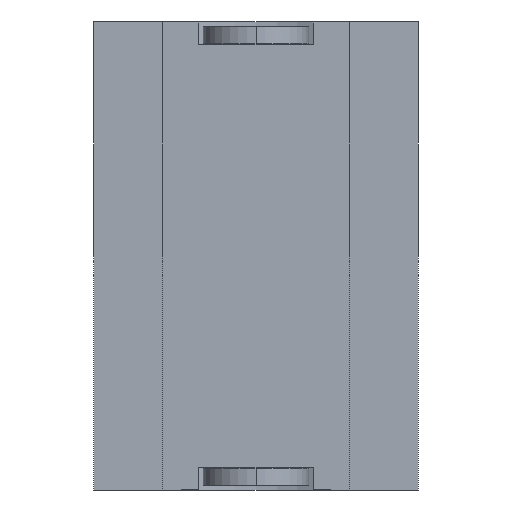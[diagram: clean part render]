
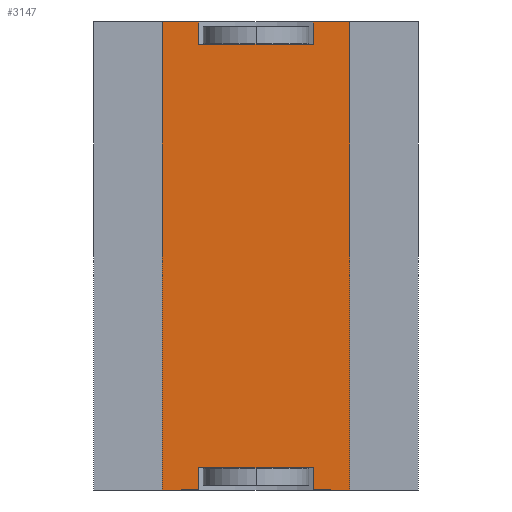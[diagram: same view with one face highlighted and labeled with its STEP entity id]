
A CAD part, front view. The second image highlights one B-rep face of the part: STEP entity #3147.
In plain terms, the highlighted planar face has unit normal (0, -1, 0).
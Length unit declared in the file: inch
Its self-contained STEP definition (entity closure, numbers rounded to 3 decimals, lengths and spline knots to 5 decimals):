
#38 = VERTEX_POINT ( 'NONE', #636 ) ;
#78 = VERTEX_POINT ( 'NONE', #2892 ) ;
#100 = CARTESIAN_POINT ( 'NONE',  ( -0.02592, -0.082, -0.196 ) ) ;
#110 = DIRECTION ( 'NONE',  ( 1., 0., 0. ) ) ;
#112 = DIRECTION ( 'NONE',  ( 0., 0., -1. ) ) ;
#117 = VERTEX_POINT ( 'NONE', #421 ) ;
#132 = ORIENTED_EDGE ( 'NONE', *, *, #2016, .F. ) ;
#159 = VERTEX_POINT ( 'NONE', #654 ) ;
#171 = VECTOR ( 'NONE', #1270, 39.37008 ) ;
#221 = LINE ( 'NONE', #2612, #1515 ) ;
#223 = CARTESIAN_POINT ( 'NONE',  ( 0.02592, -0.082, -0.196 ) ) ;
#238 = ORIENTED_EDGE ( 'NONE', *, *, #2993, .T. ) ;
#291 = VECTOR ( 'NONE', #112, 39.37008 ) ;
#297 = CARTESIAN_POINT ( 'NONE',  ( 0.02592, -0.082, -0.004 ) ) ;
#322 = VERTEX_POINT ( 'NONE', #2442 ) ;
#389 = CARTESIAN_POINT ( 'NONE',  ( -0.02592, -0.082, -0.196 ) ) ;
#398 = LINE ( 'NONE', #2053, #2308 ) ;
#421 = CARTESIAN_POINT ( 'NONE',  ( -0.02592, -0.082, 0.006 ) ) ;
#473 = LINE ( 'NONE', #3064, #2532 ) ;
#520 = CARTESIAN_POINT ( 'NONE',  ( -0.02592, -0.082, -0.206 ) ) ;
#544 = ORIENTED_EDGE ( 'NONE', *, *, #583, .F. ) ;
#553 = VERTEX_POINT ( 'NONE', #1338 ) ;
#565 = VECTOR ( 'NONE', #2675, 39.37008 ) ;
#583 = EDGE_CURVE ( 'NONE', #322, #2638, #3157, .T. ) ;
#607 = EDGE_CURVE ( 'NONE', #78, #159, #221, .T. ) ;
#623 = ORIENTED_EDGE ( 'NONE', *, *, #1597, .T. ) ;
#636 = CARTESIAN_POINT ( 'NONE',  ( 0.02592, -0.082, -0.206 ) ) ;
#654 = CARTESIAN_POINT ( 'NONE',  ( -0.0425, -0.082, 0.006 ) ) ;
#672 = LINE ( 'NONE', #1003, #3070 ) ;
#685 = CARTESIAN_POINT ( 'NONE',  ( -0.02592, -0.082, -0.004 ) ) ;
#686 = ORIENTED_EDGE ( 'NONE', *, *, #2474, .F. ) ;
#735 = DIRECTION ( 'NONE',  ( 0., 0., -1. ) ) ;
#768 = CARTESIAN_POINT ( 'NONE',  ( -0.0425, -0.082, 0.006 ) ) ;
#804 = LINE ( 'NONE', #2225, #2234 ) ;
#945 = VERTEX_POINT ( 'NONE', #520 ) ;
#954 = EDGE_CURVE ( 'NONE', #3048, #117, #1078, .T. ) ;
#1003 = CARTESIAN_POINT ( 'NONE',  ( -0.02592, -0.082, -0.004 ) ) ;
#1017 = DIRECTION ( 'NONE',  ( 1., 0., 0. ) ) ;
#1025 = ORIENTED_EDGE ( 'NONE', *, *, #1051, .T. ) ;
#1029 = DIRECTION ( 'NONE',  ( 0., -1., 0. ) ) ;
#1051 = EDGE_CURVE ( 'NONE', #1616, #38, #804, .T. ) ;
#1078 = LINE ( 'NONE', #685, #565 ) ;
#1101 = CARTESIAN_POINT ( 'NONE',  ( 0.0425, -0.082, 0.006 ) ) ;
#1179 = VERTEX_POINT ( 'NONE', #297 ) ;
#1270 = DIRECTION ( 'NONE',  ( 0., 0., 1. ) ) ;
#1310 = CARTESIAN_POINT ( 'NONE',  ( -0.0425, -0.082, 0.006 ) ) ;
#1319 = VECTOR ( 'NONE', #2376, 39.37008 ) ;
#1338 = CARTESIAN_POINT ( 'NONE',  ( 0.0425, -0.082, -0.206 ) ) ;
#1378 = LINE ( 'NONE', #1628, #1773 ) ;
#1514 = PLANE ( 'NONE',  #2878 ) ;
#1515 = VECTOR ( 'NONE', #1863, 39.37008 ) ;
#1518 = ORIENTED_EDGE ( 'NONE', *, *, #2685, .T. ) ;
#1548 = LINE ( 'NONE', #100, #291 ) ;
#1597 = EDGE_CURVE ( 'NONE', #553, #2638, #2806, .T. ) ;
#1616 = VERTEX_POINT ( 'NONE', #223 ) ;
#1619 = CARTESIAN_POINT ( 'NONE',  ( -0.02592, -0.082, -0.196 ) ) ;
#1628 = CARTESIAN_POINT ( 'NONE',  ( -0.0425, -0.082, -0.206 ) ) ;
#1698 = VECTOR ( 'NONE', #110, 39.37008 ) ;
#1747 = CARTESIAN_POINT ( 'NONE',  ( 0.0425, -0.082, -0.206 ) ) ;
#1773 = VECTOR ( 'NONE', #1880, 39.37008 ) ;
#1858 = EDGE_CURVE ( 'NONE', #2178, #945, #1548, .T. ) ;
#1863 = DIRECTION ( 'NONE',  ( 0., 0., 1. ) ) ;
#1880 = DIRECTION ( 'NONE',  ( 1., 0., 0. ) ) ;
#1914 = DIRECTION ( 'NONE',  ( 1., 0., 0. ) ) ;
#1990 = DIRECTION ( 'NONE',  ( 1., 0., 0. ) ) ;
#2016 = EDGE_CURVE ( 'NONE', #3048, #1179, #672, .T. ) ;
#2053 = CARTESIAN_POINT ( 'NONE',  ( 0.02592, -0.082, -0.004 ) ) ;
#2073 = ORIENTED_EDGE ( 'NONE', *, *, #607, .F. ) ;
#2178 = VERTEX_POINT ( 'NONE', #389 ) ;
#2182 = ORIENTED_EDGE ( 'NONE', *, *, #2516, .F. ) ;
#2225 = CARTESIAN_POINT ( 'NONE',  ( 0.02592, -0.082, -0.196 ) ) ;
#2234 = VECTOR ( 'NONE', #735, 39.37008 ) ;
#2246 = EDGE_LOOP ( 'NONE', ( #2397, #1025, #238, #623, #544, #686, #132, #2831, #2182, #2073, #1518, #3095 ) ) ;
#2261 = DIRECTION ( 'NONE',  ( 0., 0., 1. ) ) ;
#2308 = VECTOR ( 'NONE', #2261, 39.37008 ) ;
#2340 = LINE ( 'NONE', #768, #1698 ) ;
#2374 = VECTOR ( 'NONE', #1914, 39.37008 ) ;
#2376 = DIRECTION ( 'NONE',  ( 1., 0., 0. ) ) ;
#2397 = ORIENTED_EDGE ( 'NONE', *, *, #2721, .T. ) ;
#2442 = CARTESIAN_POINT ( 'NONE',  ( 0.02592, -0.082, 0.006 ) ) ;
#2474 = EDGE_CURVE ( 'NONE', #1179, #322, #398, .T. ) ;
#2512 = CARTESIAN_POINT ( 'NONE',  ( -0.0425, -0.082, -0.206 ) ) ;
#2516 = EDGE_CURVE ( 'NONE', #159, #117, #2340, .T. ) ;
#2532 = VECTOR ( 'NONE', #2590, 39.37008 ) ;
#2590 = DIRECTION ( 'NONE',  ( 1., 0., 0. ) ) ;
#2604 = FACE_OUTER_BOUND ( 'NONE', #2246, .T. ) ;
#2612 = CARTESIAN_POINT ( 'NONE',  ( -0.0425, -0.082, -0.206 ) ) ;
#2638 = VERTEX_POINT ( 'NONE', #1101 ) ;
#2675 = DIRECTION ( 'NONE',  ( 0., 0., 1. ) ) ;
#2685 = EDGE_CURVE ( 'NONE', #78, #945, #1378, .T. ) ;
#2721 = EDGE_CURVE ( 'NONE', #2178, #1616, #2867, .T. ) ;
#2806 = LINE ( 'NONE', #1747, #171 ) ;
#2829 = CARTESIAN_POINT ( 'NONE',  ( -0.02592, -0.082, -0.004 ) ) ;
#2831 = ORIENTED_EDGE ( 'NONE', *, *, #954, .T. ) ;
#2867 = LINE ( 'NONE', #1619, #2374 ) ;
#2878 = AXIS2_PLACEMENT_3D ( 'NONE', #2512, #1029, #1017 ) ;
#2892 = CARTESIAN_POINT ( 'NONE',  ( -0.0425, -0.082, -0.206 ) ) ;
#2993 = EDGE_CURVE ( 'NONE', #38, #553, #473, .T. ) ;
#3048 = VERTEX_POINT ( 'NONE', #2829 ) ;
#3064 = CARTESIAN_POINT ( 'NONE',  ( -0.0425, -0.082, -0.206 ) ) ;
#3070 = VECTOR ( 'NONE', #1990, 39.37008 ) ;
#3095 = ORIENTED_EDGE ( 'NONE', *, *, #1858, .F. ) ;
#3147 = ADVANCED_FACE ( 'NONE', ( #2604 ), #1514, .T. ) ;
#3157 = LINE ( 'NONE', #1310, #1319 ) ;
